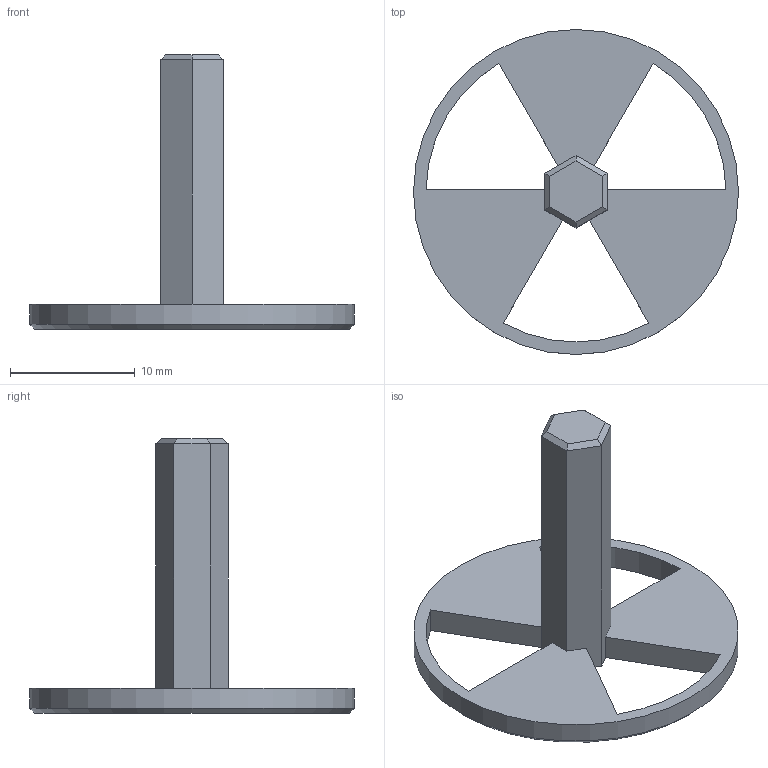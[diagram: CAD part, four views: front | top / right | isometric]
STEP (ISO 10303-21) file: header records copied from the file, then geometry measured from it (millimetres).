
FILE_DESCRIPTION(/* description */ (''),/* implementation_level */ '2;1');
FILE_NAME(/* name */ 'valve.step',/* time_stamp */ '2020-12-18T16:47:12+06:00',/* author */ (''),/* organization */ (''),/* preprocessor_version */ 'ST-DEVELOPER v18.1',/* originating_system */ 'Autodesk Translation Framework v9.7.1.1290',/* authorisation */ '');
FILE_SCHEMA (('AUTOMOTIVE_DESIGN { 1 0 10303 214 3 1 1 }','INTEGRATED_CNC_SCHEMA'));
Length unit declared in the file: millimetre
Products named in the file (1): valve
Bounding box: 26 x 26 x 22 mm (x, y, z)
Volume: 1079.2 mm3; surface area: 1342 mm2
Topology: 1 solids, 1 shells, 26 faces, 71 edges, 45 vertices
Faces by surface type: plane 21, cylinder 4, cone 1
Full cylindrical faces by diameter (mm): 26 x1
Entity records: 853 total; most frequent: CARTESIAN_POINT 143, ORIENTED_EDGE 142, DIRECTION 134, EDGE_CURVE 71, LINE 62, VECTOR 62, VERTEX_POINT 45, AXIS2_PLACEMENT_3D 36
